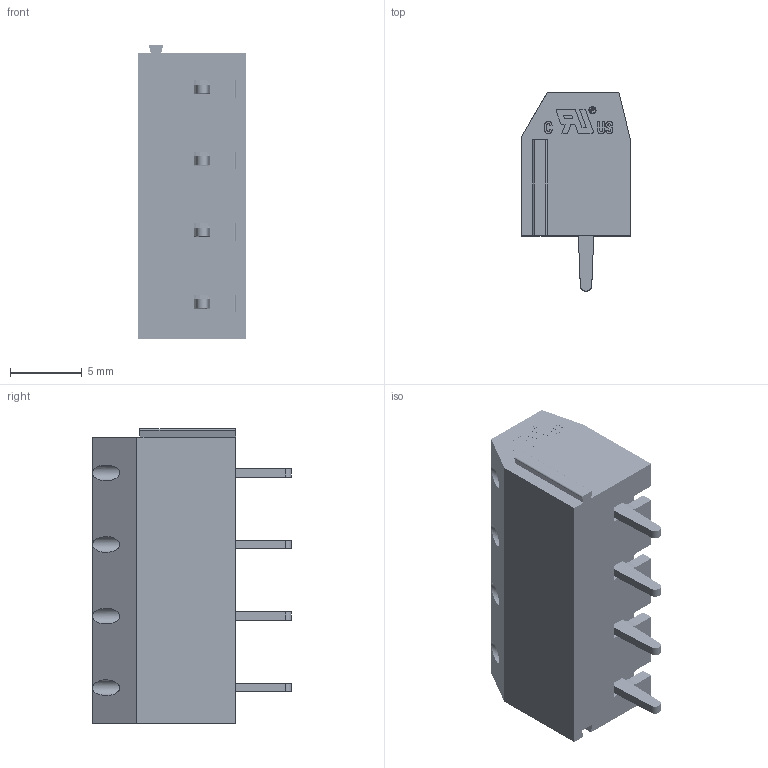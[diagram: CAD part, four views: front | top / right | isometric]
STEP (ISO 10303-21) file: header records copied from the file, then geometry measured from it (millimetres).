
FILE_DESCRIPTION(/* description */ (''),/* implementation_level */ '2;1');
FILE_NAME(/* name */ '4 PIN DG306-5 BLUE - PITCH 5 mm.stp',/* time_stamp */ '2022-07-23T20:16:02+02:00',/* author */ ('JOSE LUIS'),/* organization */ (''),/* preprocessor_version */ 'ST-DEVELOPER v18',/* originating_system */ 'Autodesk Inventor 2020',/* authorisation */ '');
FILE_SCHEMA (('AUTOMOTIVE_DESIGN { 1 0 10303 214 3 1 1 }'));
Products named in the file (1): 4 PIN DG306-5 BLUE - PITCH 5 mm
Bounding box: 7.6 x 13.89 x 20.6 mm (x, y, z)
Volume: 124.7 mm3; surface area: 3074.6 mm2
Topology: 8 solids, 9 shells, 996 faces, 2793 edges, 1830 vertices
Faces by surface type: plane 510, bspline 247, cylinder 183, torus 36, cone 20
Full cylindrical faces by diameter (mm): 0.476 x1, 0.5 x1, 1.1 x4, 1.93 x4, 2.226 x4, 2.258 x8, 3.6 x12
Entity records: 60566 total; most frequent: CARTESIAN_POINT 35298, ORIENTED_EDGE 5554, DIRECTION 4203, EDGE_CURVE 2777, VERTEX_POINT 1822, LINE 1583, VECTOR 1583, AXIS2_PLACEMENT_3D 1310
